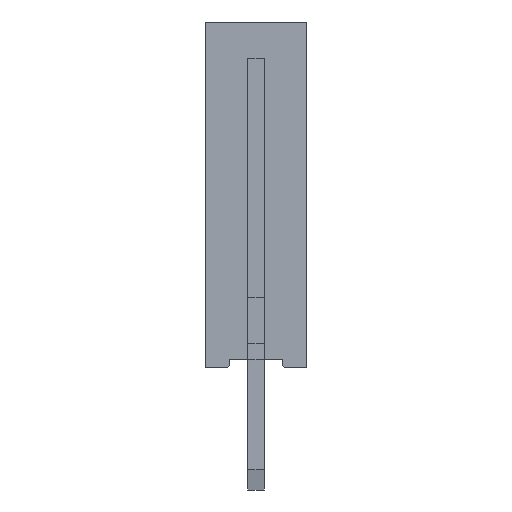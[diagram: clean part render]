
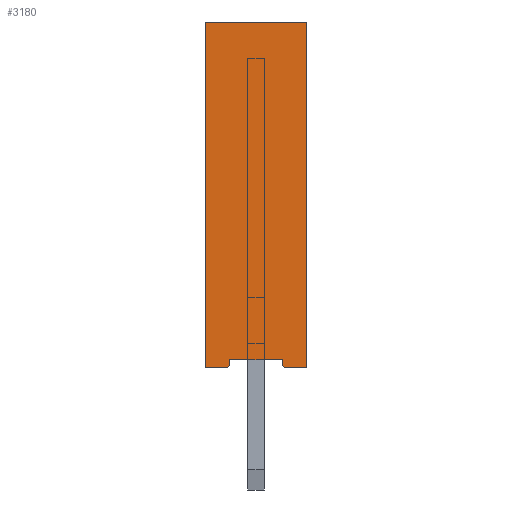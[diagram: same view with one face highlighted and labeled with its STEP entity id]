
A CAD part, front view. The second image highlights one B-rep face of the part: STEP entity #3180.
In plain terms, the highlighted planar face has unit normal (0, -1, 0).
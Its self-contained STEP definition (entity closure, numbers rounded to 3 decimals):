
#1040 = VERTEX_POINT('',#1041);
#1041 = CARTESIAN_POINT('',(-1.25,-69.85,0.));
#1047 = EDGE_CURVE('',#1048,#1040,#1050,.T.);
#1048 = VERTEX_POINT('',#1049);
#1049 = CARTESIAN_POINT('',(-0.75,-69.85,0.));
#1050 = LINE('',#1051,#1052);
#1051 = CARTESIAN_POINT('',(1.25,-69.85,0.));
#1052 = VECTOR('',#1053,1.);
#1053 = DIRECTION('',(-1.,0.,0.));
#1071 = EDGE_CURVE('',#1072,#1048,#1074,.T.);
#1072 = VERTEX_POINT('',#1073);
#1073 = CARTESIAN_POINT('',(-0.65,-69.85,0.1));
#1074 = CIRCLE('',#1075,0.1);
#1075 = AXIS2_PLACEMENT_3D('',#1076,#1077,#1078);
#1076 = CARTESIAN_POINT('',(-0.75,-69.85,0.1));
#1077 = DIRECTION('',(-0.,1.,0.));
#1078 = DIRECTION('',(1.,0.,0.));
#1096 = VERTEX_POINT('',#1097);
#1097 = CARTESIAN_POINT('',(-0.65,-69.85,0.2));
#1103 = EDGE_CURVE('',#1072,#1096,#1104,.T.);
#1104 = LINE('',#1105,#1106);
#1105 = CARTESIAN_POINT('',(-0.65,-69.85,0.1));
#1106 = VECTOR('',#1107,1.);
#1107 = DIRECTION('',(0.,0.,1.));
#1120 = VERTEX_POINT('',#1121);
#1121 = CARTESIAN_POINT('',(0.65,-69.85,0.2));
#1127 = EDGE_CURVE('',#1096,#1120,#1128,.T.);
#1128 = LINE('',#1129,#1130);
#1129 = CARTESIAN_POINT('',(0.95,-69.85,0.2));
#1130 = VECTOR('',#1131,1.);
#1131 = DIRECTION('',(1.,0.,0.));
#2096 = VERTEX_POINT('',#2097);
#2097 = CARTESIAN_POINT('',(0.65,-69.85,0.1));
#2103 = EDGE_CURVE('',#1120,#2096,#2104,.T.);
#2104 = LINE('',#2105,#2106);
#2105 = CARTESIAN_POINT('',(0.65,-69.85,0.05));
#2106 = VECTOR('',#2107,1.);
#2107 = DIRECTION('',(-0.,-0.,-1.));
#2120 = EDGE_CURVE('',#2121,#2096,#2123,.T.);
#2121 = VERTEX_POINT('',#2122);
#2122 = CARTESIAN_POINT('',(0.75,-69.85,0.));
#2123 = CIRCLE('',#2124,0.1);
#2124 = AXIS2_PLACEMENT_3D('',#2125,#2126,#2127);
#2125 = CARTESIAN_POINT('',(0.75,-69.85,0.1));
#2126 = DIRECTION('',(-0.,1.,0.));
#2127 = DIRECTION('',(1.,0.,0.));
#2145 = EDGE_CURVE('',#2146,#2121,#2148,.T.);
#2146 = VERTEX_POINT('',#2147);
#2147 = CARTESIAN_POINT('',(1.25,-69.85,0.));
#2148 = LINE('',#2149,#2150);
#2149 = CARTESIAN_POINT('',(1.25,-69.85,0.));
#2150 = VECTOR('',#2151,1.);
#2151 = DIRECTION('',(-1.,0.,0.));
#2169 = VERTEX_POINT('',#2170);
#2170 = CARTESIAN_POINT('',(1.25,-69.85,8.5));
#2176 = EDGE_CURVE('',#2146,#2169,#2177,.T.);
#2177 = LINE('',#2178,#2179);
#2178 = CARTESIAN_POINT('',(1.25,-69.85,0.));
#2179 = VECTOR('',#2180,1.);
#2180 = DIRECTION('',(0.,0.,1.));
#2193 = VERTEX_POINT('',#2194);
#2194 = CARTESIAN_POINT('',(-1.25,-69.85,8.5));
#2200 = EDGE_CURVE('',#2169,#2193,#2201,.T.);
#2201 = LINE('',#2202,#2203);
#2202 = CARTESIAN_POINT('',(1.25,-69.85,8.5));
#2203 = VECTOR('',#2204,1.);
#2204 = DIRECTION('',(-1.,0.,0.));
#3167 = EDGE_CURVE('',#1040,#2193,#3168,.T.);
#3168 = LINE('',#3169,#3170);
#3169 = CARTESIAN_POINT('',(-1.25,-69.85,0.));
#3170 = VECTOR('',#3171,1.);
#3171 = DIRECTION('',(0.,0.,1.));
#3180 = ADVANCED_FACE('',(#3181),#3193,.T.);
#3181 = FACE_BOUND('',#3182,.T.);
#3182 = EDGE_LOOP('',(#3183,#3184,#3185,#3186,#3187,#3188,#3189,#3190,
    #3191,#3192));
#3183 = ORIENTED_EDGE('',*,*,#2145,.F.);
#3184 = ORIENTED_EDGE('',*,*,#2176,.T.);
#3185 = ORIENTED_EDGE('',*,*,#2200,.T.);
#3186 = ORIENTED_EDGE('',*,*,#3167,.F.);
#3187 = ORIENTED_EDGE('',*,*,#1047,.F.);
#3188 = ORIENTED_EDGE('',*,*,#1071,.F.);
#3189 = ORIENTED_EDGE('',*,*,#1103,.T.);
#3190 = ORIENTED_EDGE('',*,*,#1127,.T.);
#3191 = ORIENTED_EDGE('',*,*,#2103,.T.);
#3192 = ORIENTED_EDGE('',*,*,#2120,.F.);
#3193 = PLANE('',#3194);
#3194 = AXIS2_PLACEMENT_3D('',#3195,#3196,#3197);
#3195 = CARTESIAN_POINT('',(1.25,-69.85,0.));
#3196 = DIRECTION('',(0.,-1.,0.));
#3197 = DIRECTION('',(-1.,0.,0.));
